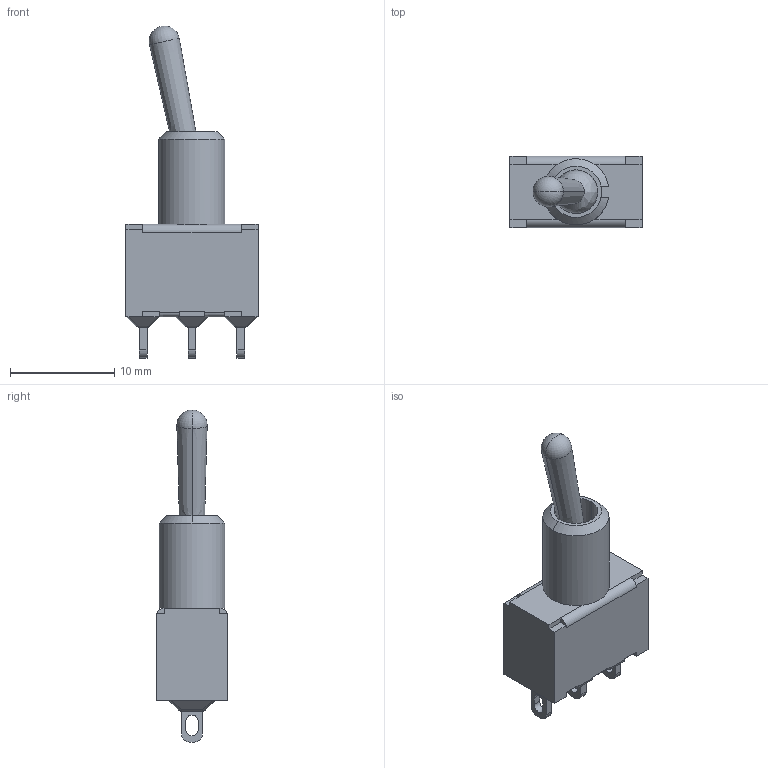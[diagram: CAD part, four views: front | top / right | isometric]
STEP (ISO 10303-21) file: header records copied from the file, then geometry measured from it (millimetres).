
FILE_DESCRIPTION (( 'STEP AP214' ), '1' );
FILE_NAME ('100SP1T1B1M1QEH.STEP', '2023-03-09T05:33:03', ( 'ADMIN' ), ( '' ), 'SwSTEP 2.0', 'SolidWorks 2016', '' );
FILE_SCHEMA (( 'AUTOMOTIVE_DESIGN' ));
Length unit declared in the file: inch
Products named in the file (1): 100SP1T1B1M1QEH
Bounding box: 12.7 x 6.86 x 31.88 mm (x, y, z)
Surface area: 1121 mm2 (no closed solid volume)
Topology: 0 solids, 5 shells, 214 faces, 545 edges, 344 vertices
Faces by surface type: plane 138, cylinder 54, bspline 14, cone 6, torus 2
Entity records: 6615 total; most frequent: CARTESIAN_POINT 1446, ORIENTED_EDGE 1080, DIRECTION 1020, EDGE_CURVE 541, LINE 392, VECTOR 392, VERTEX_POINT 344, AXIS2_PLACEMENT_3D 314
